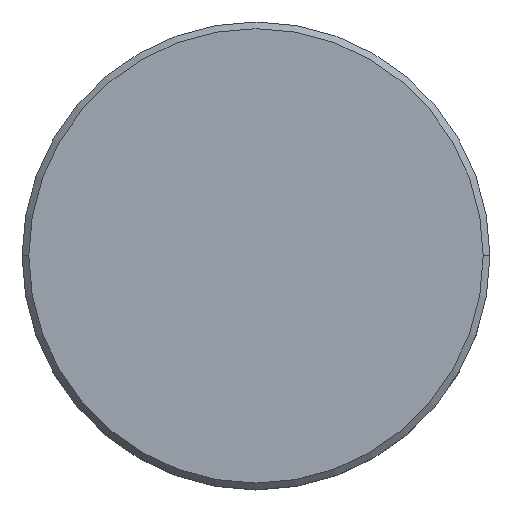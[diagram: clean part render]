
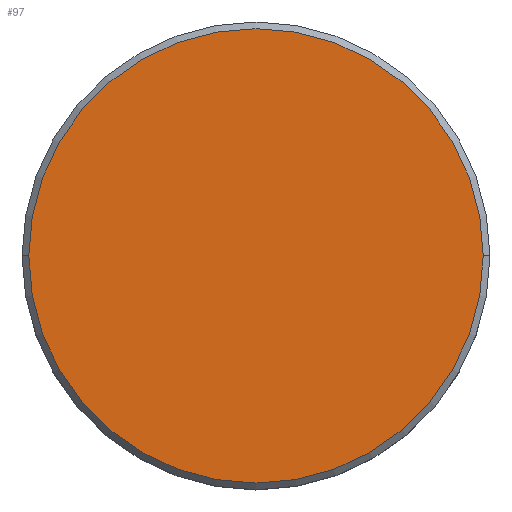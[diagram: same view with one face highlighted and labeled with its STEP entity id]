
A CAD part, top view. The second image highlights one B-rep face of the part: STEP entity #97.
In plain terms, the highlighted planar face has unit normal (0, 0, 1).
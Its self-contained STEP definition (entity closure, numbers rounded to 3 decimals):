
#1 = ORIENTED_EDGE ( 'NONE', *, *, #53, .T. ) ;
#12 = DIRECTION ( 'NONE',  ( 1., 0., 0. ) ) ;
#36 = CIRCLE ( 'NONE', #496, 17. ) ;
#51 = EDGE_LOOP ( 'NONE', ( #1, #477 ) ) ;
#52 = DIRECTION ( 'NONE',  ( 1., 0., 0. ) ) ;
#53 = EDGE_CURVE ( 'NONE', #233, #171, #36, .T. ) ;
#56 = DIRECTION ( 'NONE',  ( 0., 0., 1. ) ) ;
#61 = CARTESIAN_POINT ( 'NONE',  ( 0., 0., 0. ) ) ;
#67 = CIRCLE ( 'NONE', #69, 17. ) ;
#69 = AXIS2_PLACEMENT_3D ( 'NONE', #563, #194, #12 ) ;
#97 = ADVANCED_FACE ( 'NONE', ( #413 ), #514, .T. ) ;
#137 = EDGE_CURVE ( 'NONE', #171, #233, #67, .T. ) ;
#171 = VERTEX_POINT ( 'NONE', #181 ) ;
#181 = CARTESIAN_POINT ( 'NONE',  ( 17., 0., 0. ) ) ;
#186 = DIRECTION ( 'NONE',  ( 0., 0., 1. ) ) ;
#194 = DIRECTION ( 'NONE',  ( 0., 0., 1. ) ) ;
#202 = AXIS2_PLACEMENT_3D ( 'NONE', #61, #186, #471 ) ;
#233 = VERTEX_POINT ( 'NONE', #564 ) ;
#282 = CARTESIAN_POINT ( 'NONE',  ( 0., 0., 0. ) ) ;
#413 = FACE_OUTER_BOUND ( 'NONE', #51, .T. ) ;
#471 = DIRECTION ( 'NONE',  ( 1., 0., 0. ) ) ;
#477 = ORIENTED_EDGE ( 'NONE', *, *, #137, .T. ) ;
#496 = AXIS2_PLACEMENT_3D ( 'NONE', #282, #56, #52 ) ;
#514 = PLANE ( 'NONE',  #202 ) ;
#563 = CARTESIAN_POINT ( 'NONE',  ( 0., 0., 0. ) ) ;
#564 = CARTESIAN_POINT ( 'NONE',  ( -17., 0., 0. ) ) ;
